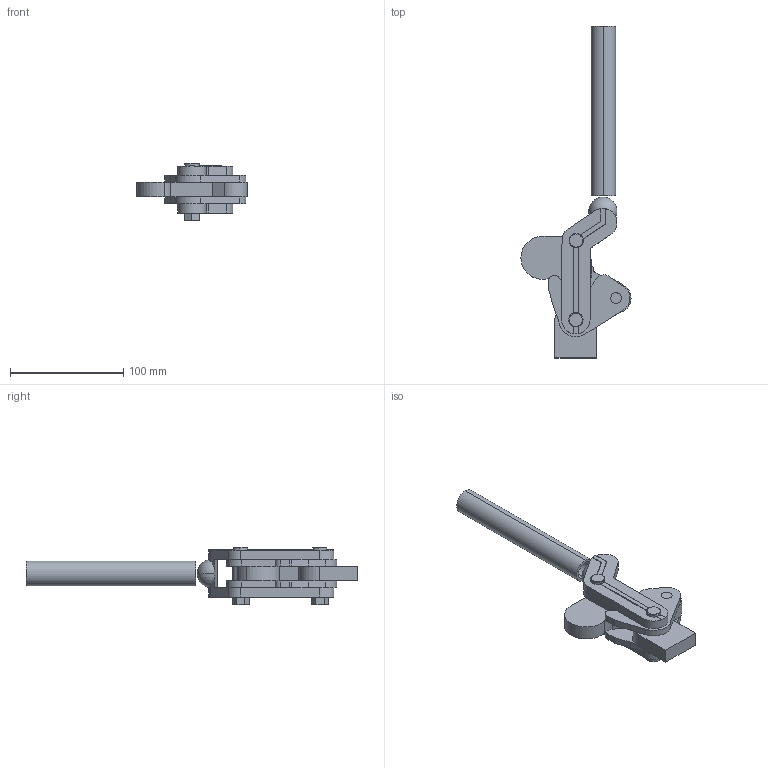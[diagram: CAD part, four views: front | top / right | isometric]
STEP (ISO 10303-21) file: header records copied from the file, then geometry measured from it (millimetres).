
FILE_DESCRIPTION (( 'STEP AP214' ), '1' );
FILE_NAME ('GH-70203(Â²¤Æ).STEP', '2020-03-05T03:36:41', ( 'LinWei' ), ( '' ), 'SwSTEP 2.0', 'SolidWorks 2016', '' );
FILE_SCHEMA (( 'AUTOMOTIVE_DESIGN' ));
Length unit declared in the file: millimetre
Products named in the file (7): 4702D152; 3700229-1^GH-70203(簡化); 3700208-1^GH-70203(簡化); Group4^GH-70203(簡化); Group2^GH-70203(簡化); Group1^GH-70203(簡化); GH-70203(簡化)
Assembly tree (6 placements, depth 2):
  GH-70203(簡化)
    Group1^GH-70203(簡化)
    Group2^GH-70203(簡化)
    Group4^GH-70203(簡化)
    3700208-1^GH-70203(簡化)
    3700229-1^GH-70203(簡化)
    4702D152
Bounding box: 97.29 x 293.25 x 50.81 mm (x, y, z)
Volume: 187664.9 mm3; surface area: 76138.5 mm2
Topology: 6 solids, 8 shells, 254 faces, 658 edges, 427 vertices
Faces by surface type: plane 120, cylinder 104, cone 28, sphere 2
Entity records: 9227 total; most frequent: CARTESIAN_POINT 1820, DIRECTION 1344, ORIENTED_EDGE 1316, EDGE_CURVE 658, AXIS2_PLACEMENT_3D 511, VERTEX_POINT 427, VECTOR 322, LINE 322
